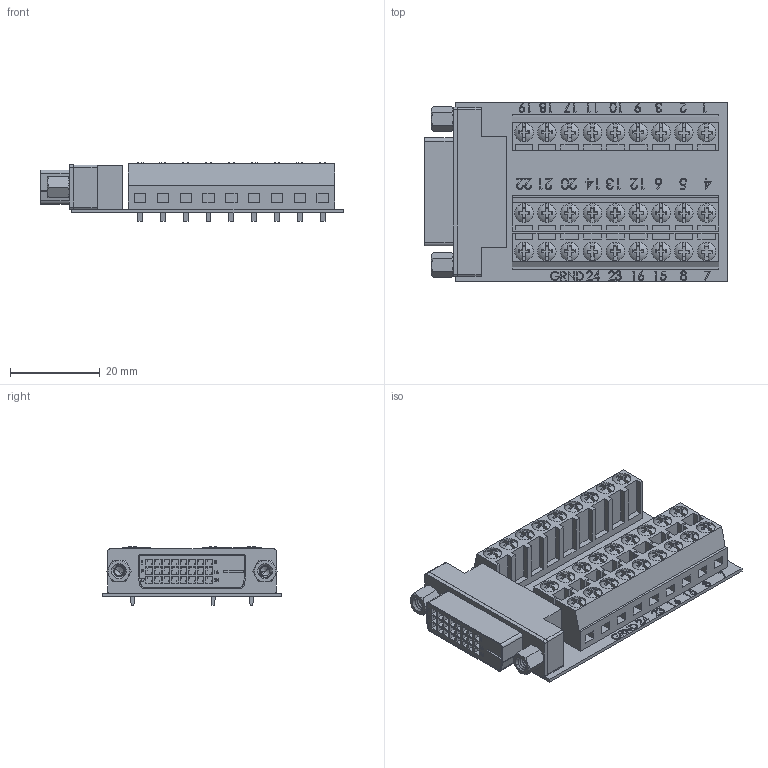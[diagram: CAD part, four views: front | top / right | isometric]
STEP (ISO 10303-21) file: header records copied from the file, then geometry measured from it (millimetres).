
FILE_DESCRIPTION (( 'STEP AP214' ), '1' );
FILE_NAME ('DVIDDLFT.STEP', '2009-01-20T19:33:01', ( ' ' ), ( ' ' ), 'SwSTEP 2.0', 'SolidWorks 2008', '' );
FILE_SCHEMA (( 'AUTOMOTIVE_DESIGN' ));
Length unit declared in the file: inch
Products named in the file (7): 3AB14-031; DVIDDLFT-MA1_PANDUIT PCB; DVIDDLFT-MA3; DVIDDLFT-MA2; 3AA01-017_3AA01-008-125; 1AJ10-005_1AJ10-006; DVIDDLFT
Assembly tree (17 placements, depth 3):
  DVIDDLFT
    DVIDDLFT-MA2  x3
      3AA01-017_3AA01-008-125
      DVIDDLFT-MA3
    DVIDDLFT-MA1_PANDUIT PCB
    3AB14-031
    1AJ10-005_1AJ10-006  x2
Bounding box: 67.36 x 40.01 x 13.1 mm (x, y, z)
Volume: 15350.9 mm3; surface area: 17889.2 mm2
Topology: 34 solids, 34 shells, 2601 faces, 6536 edges, 4224 vertices
Faces by surface type: plane 1907, bspline 286, cylinder 248, cone 70, sphere 54, torus 36
Entity records: 71295 total; most frequent: CARTESIAN_POINT 28228, ORIENTED_EDGE 7272, DIRECTION 5510, EDGE_CURVE 3636, LINE 2764, VECTOR 2764, VERTEX_POINT 2417, EDGE_LOOP 1581
